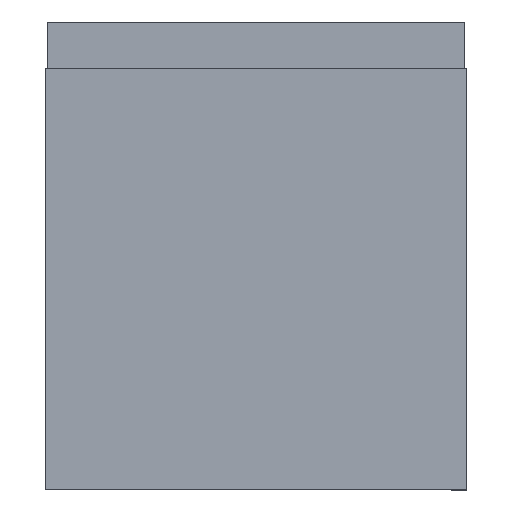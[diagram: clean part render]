
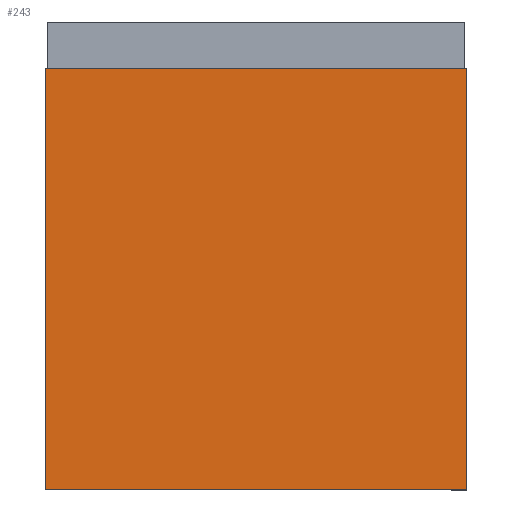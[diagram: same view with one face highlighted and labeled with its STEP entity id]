
A CAD part, front view. The second image highlights one B-rep face of the part: STEP entity #243.
In plain terms, the highlighted planar face has unit normal (0, -1, 0).
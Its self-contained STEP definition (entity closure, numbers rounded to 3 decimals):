
#25 = LINE ( 'NONE', #173, #238 ) ;
#28 = ORIENTED_EDGE ( 'NONE', *, *, #109, .T. ) ;
#40 = PLANE ( 'NONE',  #345 ) ;
#42 = CARTESIAN_POINT ( 'NONE',  ( -9., 0., 40.022 ) ) ;
#46 = LINE ( 'NONE', #312, #530 ) ;
#49 = VERTEX_POINT ( 'NONE', #76 ) ;
#52 = ORIENTED_EDGE ( 'NONE', *, *, #212, .T. ) ;
#76 = CARTESIAN_POINT ( 'NONE',  ( -9., 0., 18. ) ) ;
#109 = EDGE_CURVE ( 'NONE', #478, #49, #25, .T. ) ;
#114 = VERTEX_POINT ( 'NONE', #431 ) ;
#121 = DIRECTION ( 'NONE',  ( -1., 0., 0. ) ) ;
#128 = DIRECTION ( 'NONE',  ( 0., 0., -1. ) ) ;
#173 = CARTESIAN_POINT ( 'NONE',  ( 21., 0., 18. ) ) ;
#175 = DIRECTION ( 'NONE',  ( 0., 0., 1. ) ) ;
#185 = VERTEX_POINT ( 'NONE', #342 ) ;
#212 = EDGE_CURVE ( 'NONE', #185, #478, #537, .T. ) ;
#224 = CARTESIAN_POINT ( 'NONE',  ( 9., 0., 40.022 ) ) ;
#238 = VECTOR ( 'NONE', #121, 1000. ) ;
#243 = ADVANCED_FACE ( 'NONE', ( #288 ), #40, .T. ) ;
#270 = DIRECTION ( 'NONE',  ( -1., 0., 0. ) ) ;
#274 = LINE ( 'NONE', #42, #467 ) ;
#288 = FACE_OUTER_BOUND ( 'NONE', #520, .T. ) ;
#295 = ORIENTED_EDGE ( 'NONE', *, *, #315, .T. ) ;
#312 = CARTESIAN_POINT ( 'NONE',  ( 21., 0., 0. ) ) ;
#315 = EDGE_CURVE ( 'NONE', #49, #114, #274, .T. ) ;
#316 = VECTOR ( 'NONE', #175, 1000. ) ;
#327 = CARTESIAN_POINT ( 'NONE',  ( 9., 0., 18. ) ) ;
#342 = CARTESIAN_POINT ( 'NONE',  ( 9., 0., 0. ) ) ;
#345 = AXIS2_PLACEMENT_3D ( 'NONE', #392, #555, #128 ) ;
#348 = EDGE_CURVE ( 'NONE', #185, #114, #46, .T. ) ;
#352 = DIRECTION ( 'NONE',  ( 0., 0., -1. ) ) ;
#392 = CARTESIAN_POINT ( 'NONE',  ( 21., 0., 40.022 ) ) ;
#431 = CARTESIAN_POINT ( 'NONE',  ( -9., 0., 0. ) ) ;
#467 = VECTOR ( 'NONE', #352, 1000. ) ;
#478 = VERTEX_POINT ( 'NONE', #327 ) ;
#520 = EDGE_LOOP ( 'NONE', ( #52, #28, #295, #553 ) ) ;
#530 = VECTOR ( 'NONE', #270, 1000. ) ;
#537 = LINE ( 'NONE', #224, #316 ) ;
#553 = ORIENTED_EDGE ( 'NONE', *, *, #348, .F. ) ;
#555 = DIRECTION ( 'NONE',  ( 0., -1., 0. ) ) ;
